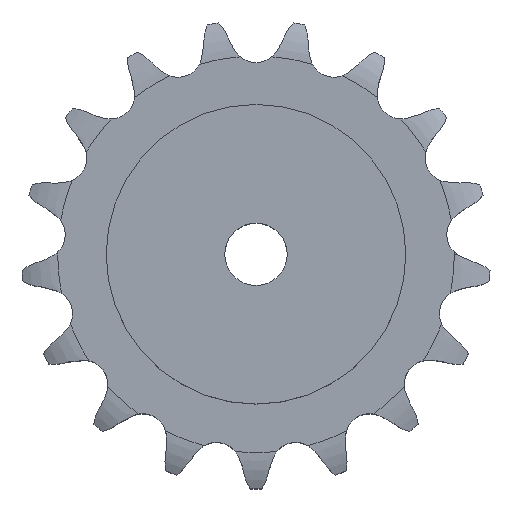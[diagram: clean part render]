
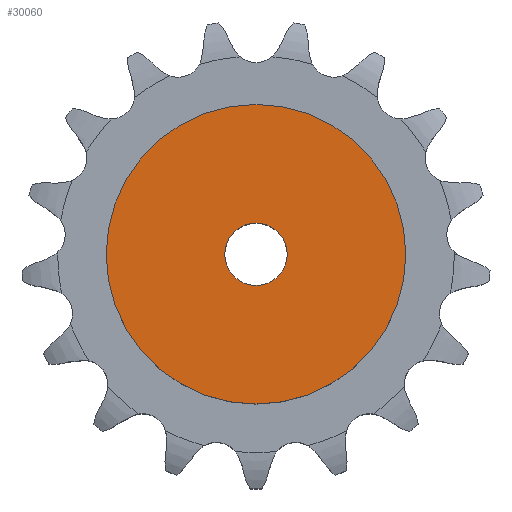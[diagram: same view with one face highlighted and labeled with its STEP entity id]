
A CAD part, top view. The second image highlights one B-rep face of the part: STEP entity #30060.
In plain terms, the highlighted planar face has unit normal (0, 0, 1).
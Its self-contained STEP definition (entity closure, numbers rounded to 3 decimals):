
#16192 = CYLINDRICAL_SURFACE('',#16193,12.5);
#16193 = AXIS2_PLACEMENT_3D('',#16194,#16195,#16196);
#16194 = CARTESIAN_POINT('',(0.,0.,304.));
#16195 = DIRECTION('',(0.,0.,1.));
#16196 = DIRECTION('',(1.,0.,0.));
#20561 = EDGE_CURVE('',#20562,#20562,#20564,.T.);
#20562 = VERTEX_POINT('',#20563);
#20563 = CARTESIAN_POINT('',(12.5,0.,80.));
#20564 = SURFACE_CURVE('',#20565,(#20570,#20577),.PCURVE_S1.);
#20565 = CIRCLE('',#20566,12.5);
#20566 = AXIS2_PLACEMENT_3D('',#20567,#20568,#20569);
#20567 = CARTESIAN_POINT('',(0.,0.,80.));
#20568 = DIRECTION('',(0.,0.,1.));
#20569 = DIRECTION('',(1.,0.,0.));
#20570 = PCURVE('',#16192,#20571);
#20571 = DEFINITIONAL_REPRESENTATION('',(#20572),#20576);
#20572 = LINE('',#20573,#20574);
#20573 = CARTESIAN_POINT('',(0.,-224.));
#20574 = VECTOR('',#20575,1.);
#20575 = DIRECTION('',(1.,0.));
#20576 = ( GEOMETRIC_REPRESENTATION_CONTEXT(2) 
PARAMETRIC_REPRESENTATION_CONTEXT() REPRESENTATION_CONTEXT('2D SPACE',''
  ) );
#20577 = PCURVE('',#20578,#20583);
#20578 = PLANE('',#20579);
#20579 = AXIS2_PLACEMENT_3D('',#20580,#20581,#20582);
#20580 = CARTESIAN_POINT('',(0.,0.,80.)
  );
#20581 = DIRECTION('',(0.,0.,1.));
#20582 = DIRECTION('',(1.,0.,0.));
#20583 = DEFINITIONAL_REPRESENTATION('',(#20584),#20588);
#20584 = CIRCLE('',#20585,12.5);
#20585 = AXIS2_PLACEMENT_2D('',#20586,#20587);
#20586 = CARTESIAN_POINT('',(0.,0.));
#20587 = DIRECTION('',(1.,0.));
#20588 = ( GEOMETRIC_REPRESENTATION_CONTEXT(2) 
PARAMETRIC_REPRESENTATION_CONTEXT() REPRESENTATION_CONTEXT('2D SPACE',''
  ) );
#30060 = ADVANCED_FACE('',(#30061,#30092),#20578,.T.);
#30061 = FACE_BOUND('',#30062,.T.);
#30062 = EDGE_LOOP('',(#30063));
#30063 = ORIENTED_EDGE('',*,*,#30064,.T.);
#30064 = EDGE_CURVE('',#30065,#30065,#30067,.T.);
#30065 = VERTEX_POINT('',#30066);
#30066 = CARTESIAN_POINT('',(60.,0.,80.));
#30067 = SURFACE_CURVE('',#30068,(#30073,#30080),.PCURVE_S1.);
#30068 = CIRCLE('',#30069,60.);
#30069 = AXIS2_PLACEMENT_3D('',#30070,#30071,#30072);
#30070 = CARTESIAN_POINT('',(0.,0.,80.));
#30071 = DIRECTION('',(0.,0.,1.));
#30072 = DIRECTION('',(1.,0.,0.));
#30073 = PCURVE('',#20578,#30074);
#30074 = DEFINITIONAL_REPRESENTATION('',(#30075),#30079);
#30075 = CIRCLE('',#30076,60.);
#30076 = AXIS2_PLACEMENT_2D('',#30077,#30078);
#30077 = CARTESIAN_POINT('',(0.,0.));
#30078 = DIRECTION('',(1.,0.));
#30079 = ( GEOMETRIC_REPRESENTATION_CONTEXT(2) 
PARAMETRIC_REPRESENTATION_CONTEXT() REPRESENTATION_CONTEXT('2D SPACE',''
  ) );
#30080 = PCURVE('',#30081,#30086);
#30081 = CYLINDRICAL_SURFACE('',#30082,60.);
#30082 = AXIS2_PLACEMENT_3D('',#30083,#30084,#30085);
#30083 = CARTESIAN_POINT('',(0.,0.,0.));
#30084 = DIRECTION('',(-0.,-0.,-1.));
#30085 = DIRECTION('',(1.,0.,0.));
#30086 = DEFINITIONAL_REPRESENTATION('',(#30087),#30091);
#30087 = LINE('',#30088,#30089);
#30088 = CARTESIAN_POINT('',(-0.,-80.));
#30089 = VECTOR('',#30090,1.);
#30090 = DIRECTION('',(-1.,0.));
#30091 = ( GEOMETRIC_REPRESENTATION_CONTEXT(2) 
PARAMETRIC_REPRESENTATION_CONTEXT() REPRESENTATION_CONTEXT('2D SPACE',''
  ) );
#30092 = FACE_BOUND('',#30093,.T.);
#30093 = EDGE_LOOP('',(#30094));
#30094 = ORIENTED_EDGE('',*,*,#20561,.F.);
